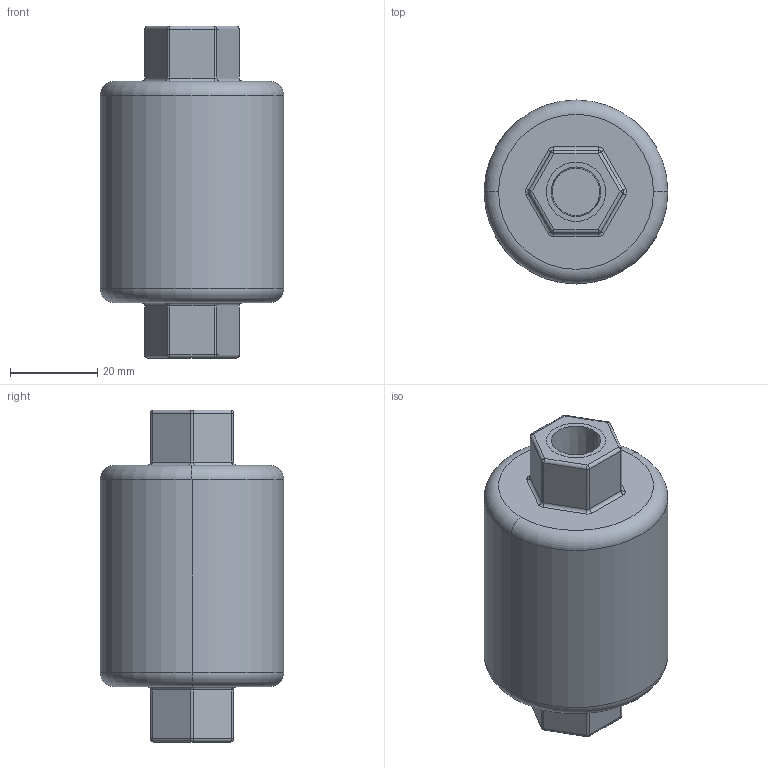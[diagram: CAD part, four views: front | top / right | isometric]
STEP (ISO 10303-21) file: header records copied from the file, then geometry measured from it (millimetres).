
FILE_DESCRIPTION((''),'2;1');
FILE_NAME('MFTR-0129-SA','2021-02-25T13:50:10',('CRosado'),('MATHESON TRI-GAS'),'CREO PARAMETRIC BY PTC INC, 2018260','CREO PARAMETRIC BY PTC INC, 2018260','');
FILE_SCHEMA(('CONFIG_CONTROL_DESIGN'));
Length unit declared in the file: inch
Products named in the file (1): MFTR-0129-SA
Bounding box: 42.16 x 42.16 x 76.2 mm (x, y, z)
Volume: 75535.4 mm3; surface area: 12629.9 mm2
Topology: 1 solids, 3 shells, 94 faces, 198 edges, 112 vertices
Faces by surface type: cylinder 38, plane 20, torus 16, sphere 12, cone 8
Entity records: 2541 total; most frequent: DIRECTION 504, CARTESIAN_POINT 405, ORIENTED_EDGE 388, AXIS2_PLACEMENT_3D 211, EDGE_CURVE 198, CIRCLE 116, VERTEX_POINT 112, EDGE_LOOP 100
